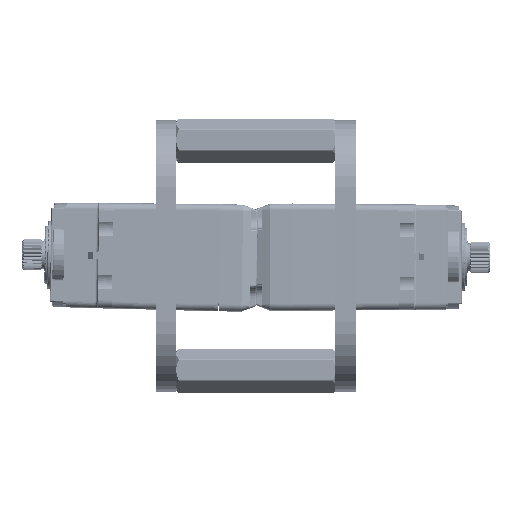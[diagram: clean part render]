
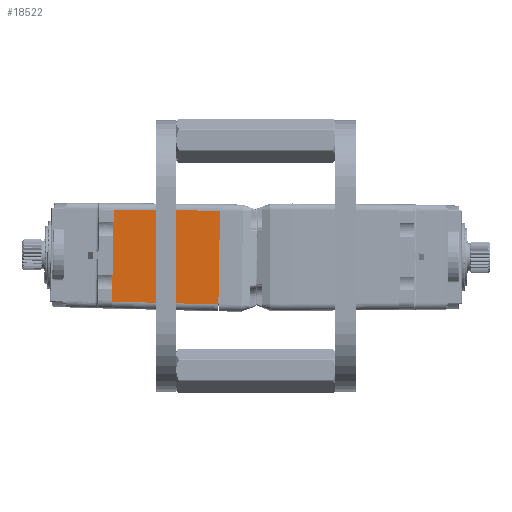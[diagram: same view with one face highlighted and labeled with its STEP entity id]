
A CAD part, top view. The second image highlights one B-rep face of the part: STEP entity #18522.
In plain terms, the highlighted face is planar.
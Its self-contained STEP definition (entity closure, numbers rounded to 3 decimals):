
#3470=FACE_OUTER_BOUND('',#4556,.T.);
#4556=EDGE_LOOP('',(#17183,#17184,#17185,#17186));
#5791=LINE('',#52503,#7035);
#5794=LINE('',#52515,#7038);
#5797=LINE('',#52526,#7041);
#5804=LINE('',#52541,#7048);
#7035=VECTOR('',#25317,20.102);
#7038=VECTOR('',#25332,17.651);
#7041=VECTOR('',#25345,17.3);
#7048=VECTOR('',#25366,20.102);
#8860=VERTEX_POINT('',#52500);
#8861=VERTEX_POINT('',#52502);
#8864=VERTEX_POINT('',#52513);
#8867=VERTEX_POINT('',#52525);
#11624=EDGE_CURVE('',#8860,#8861,#5791,.T.);
#11631=EDGE_CURVE('',#8864,#8860,#5794,.T.);
#11637=EDGE_CURVE('',#8861,#8867,#5797,.T.);
#11646=EDGE_CURVE('',#8867,#8864,#5804,.T.);
#17183=ORIENTED_EDGE('',*,*,#11631,.F.);
#17184=ORIENTED_EDGE('',*,*,#11646,.F.);
#17185=ORIENTED_EDGE('',*,*,#11637,.F.);
#17186=ORIENTED_EDGE('',*,*,#11624,.F.);
#17519=PLANE('',#20454);
#18522=ADVANCED_FACE('',(#3470),#17519,.T.);
#20454=AXIS2_PLACEMENT_3D('',#52540,#25364,#25365);
#25317=DIRECTION('',(0.009,-0.009,-1.));
#25332=DIRECTION('',(-1.,0.,0.));
#25345=DIRECTION('',(1.,0.,0.));
#25364=DIRECTION('center_axis',(0.,1.,-0.009));
#25365=DIRECTION('ref_axis',(-1.,0.,0.));
#25366=DIRECTION('',(0.009,0.009,1.));
#52500=CARTESIAN_POINT('',(-8.825,20.075,-6.55));
#52502=CARTESIAN_POINT('',(-8.65,19.9,-26.65));
#52503=CARTESIAN_POINT('',(-8.825,20.075,-6.55));
#52513=CARTESIAN_POINT('',(8.825,20.075,-6.55));
#52515=CARTESIAN_POINT('',(8.825,20.075,-6.55));
#52525=CARTESIAN_POINT('',(8.65,19.9,-26.65));
#52526=CARTESIAN_POINT('',(-8.65,19.9,-26.65));
#52540=CARTESIAN_POINT('Origin',(10.854,19.9,-26.65));
#52541=CARTESIAN_POINT('',(8.65,19.9,-26.65));
